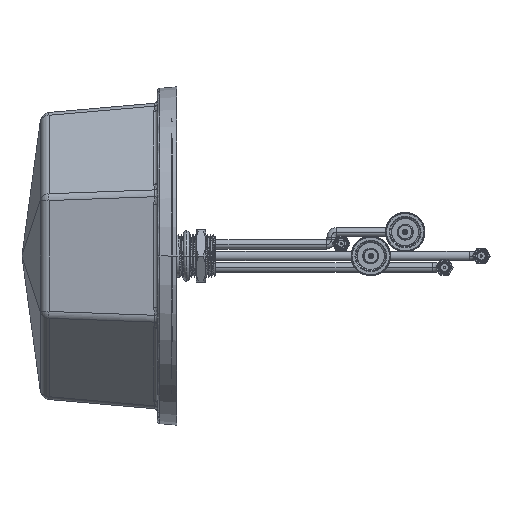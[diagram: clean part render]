
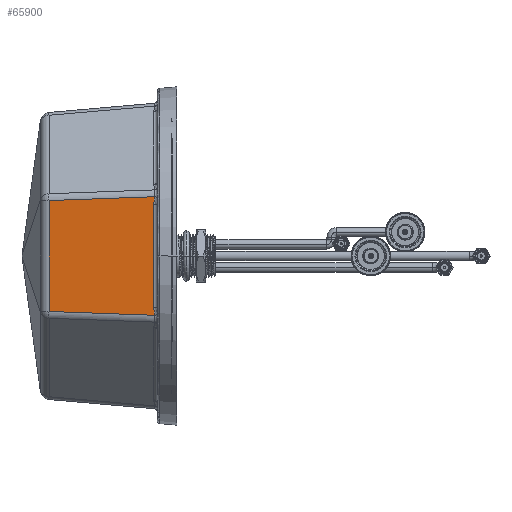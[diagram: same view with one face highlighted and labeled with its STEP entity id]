
A CAD part, left-side view. The second image highlights one B-rep face of the part: STEP entity #65900.
In plain terms, the highlighted planar face has unit normal (-0.996, 0.087, 0).
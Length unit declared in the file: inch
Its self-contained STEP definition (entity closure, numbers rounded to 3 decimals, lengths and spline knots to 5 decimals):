
#14 = CARTESIAN_POINT ( 'NONE',  ( -3.10931, 0.46321, 1.12958 ) ) ;
#1347 = CARTESIAN_POINT ( 'NONE',  ( -3.10931, 0.46316, 1.13036 ) ) ;
#2013 = CARTESIAN_POINT ( 'NONE',  ( -3.10939, 0.46234, 1.1421 ) ) ;
#2464 = EDGE_LOOP ( 'NONE', ( #56875, #94321, #74731, #91999, #92612, #78045 ) ) ;
#2902 = CARTESIAN_POINT ( 'NONE',  ( -3.1091, 0.46562, -1.06804 ) ) ;
#3251 = CARTESIAN_POINT ( 'NONE',  ( -3.04785, 1.1697, 1.18123 ) ) ;
#8074 = CARTESIAN_POINT ( 'NONE',  ( -3.1091, 0.46562, 1.05094 ) ) ;
#8810 = EDGE_CURVE ( 'NONE', #73441, #100577, #95368, .T. ) ;
#11737 = CARTESIAN_POINT ( 'NONE',  ( -3.10948, 0.46127, -1.15942 ) ) ;
#12165 = CARTESIAN_POINT ( 'NONE',  ( -3.10955, 0.46039, 1.16441 ) ) ;
#12841 = CARTESIAN_POINT ( 'NONE',  ( -3.1092, 0.46441, 1.11084 ) ) ;
#14082 = CARTESIAN_POINT ( 'NONE',  ( -2.92351, 2.59901, 1.12972 ) ) ;
#14322 = EDGE_CURVE ( 'NONE', #110088, #53749, #99394, .T. ) ;
#16029 = CARTESIAN_POINT ( 'NONE',  ( -3.1091, 0.46562, 1.05094 ) ) ;
#21247 = CARTESIAN_POINT ( 'NONE',  ( -3.10925, 0.46391, -1.11773 ) ) ;
#21503 = VECTOR ( 'NONE', #28194, 39.37008 ) ;
#21913 = CARTESIAN_POINT ( 'NONE',  ( -3.10931, 0.46319, -1.12983 ) ) ;
#22349 = CARTESIAN_POINT ( 'NONE',  ( -3.10974, 0.45831, 1.1838 ) ) ;
#24716 = B_SPLINE_CURVE_WITH_KNOTS ( 'NONE', 3,
 ( #105618, #3251, #126653, #14082 ),
 .UNSPECIFIED., .F., .F.,
 ( 4, 4 ),
 ( 0., 1. ),
 .UNSPECIFIED. ) ;
#26340 = DIRECTION ( 'NONE',  ( 0.996, -0.087, 0. ) ) ;
#26376 = EDGE_CURVE ( 'NONE', #29811, #100577, #24716, .T. ) ;
#28178 = CARTESIAN_POINT ( 'NONE',  ( -2.92351, 2.59901, 1.12972 ) ) ;
#28194 = DIRECTION ( 'NONE',  ( 0., 0., -1. ) ) ;
#29811 = VERTEX_POINT ( 'NONE', #40356 ) ;
#37862 = VECTOR ( 'NONE', #81162, 39.37008 ) ;
#40356 = CARTESIAN_POINT ( 'NONE',  ( -3.11002, 0.45504, 1.20698 ) ) ;
#43894 = VERTEX_POINT ( 'NONE', #74722 ) ;
#44682 = CARTESIAN_POINT ( 'NONE',  ( -3.14961, 0., 1.5748 ) ) ;
#47236 = EDGE_CURVE ( 'NONE', #53749, #43894, #73192, .T. ) ;
#51518 = CARTESIAN_POINT ( 'NONE',  ( -3.1091, 0.46562, 1.05094 ) ) ;
#52178 = CARTESIAN_POINT ( 'NONE',  ( -3.10932, 0.46311, 1.13104 ) ) ;
#53361 = DIRECTION ( 'NONE',  ( 0., 0., 1. ) ) ;
#53704 = B_SPLINE_CURVE_WITH_KNOTS ( 'NONE', 3,
 ( #84701, #94200, #22349, #12165, #126744, #113202, #2013, #104382, #103709, #52178, #1347, #63715, #14, #12841, #115881, #51518 ),
 .UNSPECIFIED., .F., .F.,
 ( 4, 2, 2, 1, 1, 1, 1, 2, 2, 4 ),
 ( 0., 0.25, 0.375, 0.4375, 0.46875, 0.48438, 0.49219, 0.49609, 0.5, 1. ),
 .UNSPECIFIED. ) ;
#53749 = VERTEX_POINT ( 'NONE', #58877 ) ;
#56875 = ORIENTED_EDGE ( 'NONE', *, *, #26376, .T. ) ;
#58877 = CARTESIAN_POINT ( 'NONE',  ( -3.1091, 0.46562, -1.05094 ) ) ;
#60160 = LINE ( 'NONE', #120508, #37862 ) ;
#61150 = AXIS2_PLACEMENT_3D ( 'NONE', #44682, #26340, #128760 ) ;
#63289 = CARTESIAN_POINT ( 'NONE',  ( -3.10931, 0.46317, -1.13013 ) ) ;
#63715 = CARTESIAN_POINT ( 'NONE',  ( -3.10931, 0.46319, 1.1299 ) ) ;
#65340 = VECTOR ( 'NONE', #53361, 39.37008 ) ;
#65900 = ADVANCED_FACE ( 'NONE', ( #88690 ), #130090, .F. ) ;
#65936 = CARTESIAN_POINT ( 'NONE',  ( -3.10973, 0.4584, -1.18496 ) ) ;
#73192 = B_SPLINE_CURVE_WITH_KNOTS ( 'NONE', 3,
 ( #114109, #2902, #85587, #74780, #116764, #21247, #103932, #124981, #73465, #114778, #21913, #63289, #104613, #11737, #65936, #98435 ),
 .UNSPECIFIED., .F., .F.,
 ( 4, 2, 2, 1, 1, 1, 1, 2, 2, 4 ),
 ( 0., 0.25, 0.375, 0.4375, 0.46875, 0.48438, 0.49219, 0.49609, 0.5, 1. ),
 .UNSPECIFIED. ) ;
#73441 = VERTEX_POINT ( 'NONE', #75084 ) ;
#73465 = CARTESIAN_POINT ( 'NONE',  ( -3.1093, 0.46329, -1.12834 ) ) ;
#74722 = CARTESIAN_POINT ( 'NONE',  ( -3.11002, 0.45504, -1.20698 ) ) ;
#74731 = ORIENTED_EDGE ( 'NONE', *, *, #75883, .T. ) ;
#74780 = CARTESIAN_POINT ( 'NONE',  ( -3.10919, 0.46461, -1.10311 ) ) ;
#75084 = CARTESIAN_POINT ( 'NONE',  ( -2.92351, 2.59901, -1.12972 ) ) ;
#75883 = EDGE_CURVE ( 'NONE', #73441, #43894, #60160, .T. ) ;
#78045 = ORIENTED_EDGE ( 'NONE', *, *, #102703, .F. ) ;
#81162 = DIRECTION ( 'NONE',  ( -0.087, -0.996, -0.036 ) ) ;
#84551 = CARTESIAN_POINT ( 'NONE',  ( -2.92351, 2.59901, -1.12972 ) ) ;
#84701 = CARTESIAN_POINT ( 'NONE',  ( -3.11002, 0.45504, 1.20698 ) ) ;
#85587 = CARTESIAN_POINT ( 'NONE',  ( -3.10913, 0.4653, -1.08323 ) ) ;
#88690 = FACE_OUTER_BOUND ( 'NONE', #2464, .T. ) ;
#91999 = ORIENTED_EDGE ( 'NONE', *, *, #47236, .F. ) ;
#92612 = ORIENTED_EDGE ( 'NONE', *, *, #14322, .F. ) ;
#94200 = CARTESIAN_POINT ( 'NONE',  ( -3.10987, 0.45674, 1.19584 ) ) ;
#94321 = ORIENTED_EDGE ( 'NONE', *, *, #8810, .F. ) ;
#95368 = LINE ( 'NONE', #84551, #65340 ) ;
#98435 = CARTESIAN_POINT ( 'NONE',  ( -3.11002, 0.45504, -1.20698 ) ) ;
#99394 = LINE ( 'NONE', #16029, #21503 ) ;
#100577 = VERTEX_POINT ( 'NONE', #28178 ) ;
#102703 = EDGE_CURVE ( 'NONE', #29811, #110088, #53704, .T. ) ;
#103709 = CARTESIAN_POINT ( 'NONE',  ( -3.10933, 0.46301, 1.13264 ) ) ;
#103932 = CARTESIAN_POINT ( 'NONE',  ( -3.10927, 0.46369, -1.12179 ) ) ;
#104382 = CARTESIAN_POINT ( 'NONE',  ( -3.10935, 0.46279, 1.13582 ) ) ;
#104613 = CARTESIAN_POINT ( 'NONE',  ( -3.10931, 0.46317, -1.13019 ) ) ;
#105618 = CARTESIAN_POINT ( 'NONE',  ( -3.11002, 0.45504, 1.20698 ) ) ;
#110088 = VERTEX_POINT ( 'NONE', #8074 ) ;
#113202 = CARTESIAN_POINT ( 'NONE',  ( -3.10942, 0.46192, 1.14737 ) ) ;
#114109 = CARTESIAN_POINT ( 'NONE',  ( -3.1091, 0.46562, -1.05094 ) ) ;
#114778 = CARTESIAN_POINT ( 'NONE',  ( -3.10931, 0.46322, -1.12939 ) ) ;
#115881 = CARTESIAN_POINT ( 'NONE',  ( -3.1091, 0.46562, 1.08465 ) ) ;
#116764 = CARTESIAN_POINT ( 'NONE',  ( -3.10921, 0.46434, -1.10925 ) ) ;
#120508 = CARTESIAN_POINT ( 'NONE',  ( -2.92351, 2.59901, -1.12972 ) ) ;
#124981 = CARTESIAN_POINT ( 'NONE',  ( -3.10929, 0.46342, -1.12621 ) ) ;
#126653 = CARTESIAN_POINT ( 'NONE',  ( -2.98568, 1.88435, 1.15548 ) ) ;
#126744 = CARTESIAN_POINT ( 'NONE',  ( -3.1095, 0.46103, 1.15773 ) ) ;
#128760 = DIRECTION ( 'NONE',  ( 0., 0., -1. ) ) ;
#130090 = PLANE ( 'NONE',  #61150 ) ;
